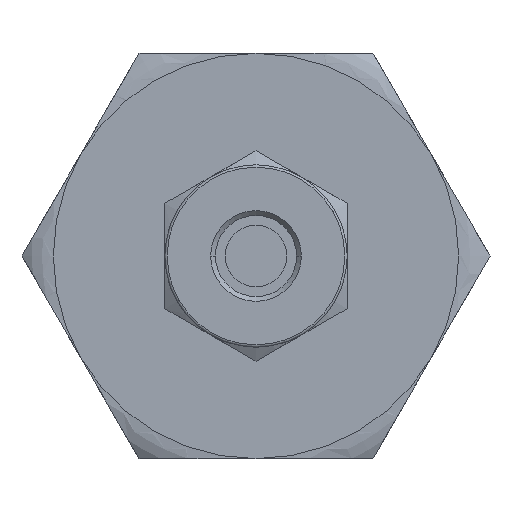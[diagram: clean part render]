
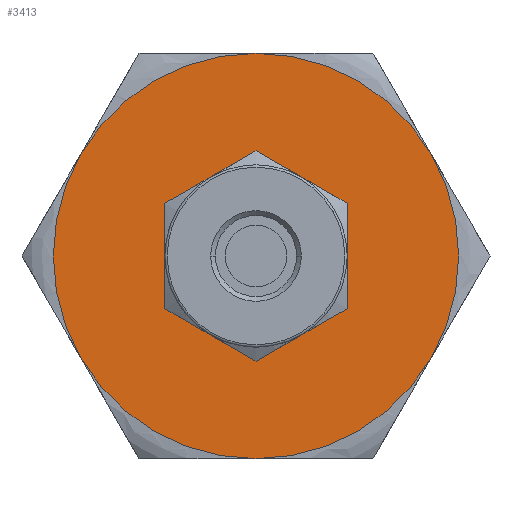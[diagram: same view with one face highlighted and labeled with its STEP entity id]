
A CAD part, front view. The second image highlights one B-rep face of the part: STEP entity #3413.
In plain terms, the highlighted planar face has unit normal (0, -1, 0).
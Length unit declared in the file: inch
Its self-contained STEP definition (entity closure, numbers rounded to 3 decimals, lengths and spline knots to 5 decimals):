
#593=CARTESIAN_POINT('',(0.,-1.12,0.));
#594=DIRECTION('',(0.,-1.,0.));
#595=DIRECTION('',(0.,0.,1.));
#596=AXIS2_PLACEMENT_3D('',#593,#594,#595);
#598=CARTESIAN_POINT('',(0.,-1.12,0.));
#599=DIRECTION('',(0.,-1.,0.));
#600=DIRECTION('',(0.866,0.,0.5));
#601=AXIS2_PLACEMENT_3D('',#598,#599,#600);
#603=CARTESIAN_POINT('',(0.,-1.12,0.));
#604=DIRECTION('',(0.,-1.,0.));
#605=DIRECTION('',(0.,0.,-1.));
#606=AXIS2_PLACEMENT_3D('',#603,#604,#605);
#608=CARTESIAN_POINT('',(0.,-1.12,0.));
#609=DIRECTION('',(0.,-1.,0.));
#610=DIRECTION('',(-0.866,0.,-0.5));
#611=AXIS2_PLACEMENT_3D('',#608,#609,#610);
#613=CARTESIAN_POINT('',(0.,-1.12,0.));
#614=DIRECTION('',(0.,-1.,0.));
#615=DIRECTION('',(0.,0.,-1.));
#616=AXIS2_PLACEMENT_3D('',#613,#614,#615);
#618=CARTESIAN_POINT('',(0.,-1.12,0.));
#619=DIRECTION('',(0.,-1.,0.));
#620=DIRECTION('',(0.,0.,1.));
#621=AXIS2_PLACEMENT_3D('',#618,#619,#620);
#623=CARTESIAN_POINT('',(0.,-1.12,0.));
#624=DIRECTION('',(0.,-1.,0.));
#625=DIRECTION('',(-0.866,0.,0.5));
#626=AXIS2_PLACEMENT_3D('',#623,#624,#625);
#628=CARTESIAN_POINT('',(0.,-1.12,0.));
#629=DIRECTION('',(0.,-1.,0.));
#630=DIRECTION('',(0.866,0.,-0.5));
#631=AXIS2_PLACEMENT_3D('',#628,#629,#630);
#2571=CARTESIAN_POINT('',(-0.54127,-1.12,-0.3125));
#2572=CARTESIAN_POINT('',(0.,-1.12,-0.625));
#2573=VERTEX_POINT('',#2571);
#2574=VERTEX_POINT('',#2572);
#2575=CARTESIAN_POINT('',(0.54127,-1.12,-0.3125));
#2576=VERTEX_POINT('',#2575);
#2577=CARTESIAN_POINT('',(0.54127,-1.12,0.3125));
#2578=CARTESIAN_POINT('',(0.,-1.12,0.625));
#2579=VERTEX_POINT('',#2577);
#2580=VERTEX_POINT('',#2578);
#2581=CARTESIAN_POINT('',(-0.54127,-1.12,0.3125));
#2582=VERTEX_POINT('',#2581);
#2917=CARTESIAN_POINT('',(0.,-1.12,-0.27214));
#2918=CARTESIAN_POINT('',(0.,-1.12,0.27214));
#2919=VERTEX_POINT('',#2917);
#2920=VERTEX_POINT('',#2918);
#3389=CARTESIAN_POINT('',(0.,-1.12,0.));
#3390=DIRECTION('',(0.,1.,0.));
#3391=DIRECTION('',(1.,0.,0.));
#3392=AXIS2_PLACEMENT_3D('',#3389,#3390,#3391);
#3393=PLANE('',#3392);
#3395=ORIENTED_EDGE('',*,*,#3394,.F.);
#3397=ORIENTED_EDGE('',*,*,#3396,.F.);
#3399=ORIENTED_EDGE('',*,*,#3398,.F.);
#3401=ORIENTED_EDGE('',*,*,#3400,.F.);
#3402=ORIENTED_EDGE('',*,*,#3382,.F.);
#3404=ORIENTED_EDGE('',*,*,#3403,.F.);
#3405=EDGE_LOOP('',(#3395,#3397,#3399,#3401,#3402,#3404));
#3406=FACE_OUTER_BOUND('',#3405,.F.);
#3408=ORIENTED_EDGE('',*,*,#3407,.T.);
#3410=ORIENTED_EDGE('',*,*,#3409,.T.);
#3411=EDGE_LOOP('',(#3408,#3410));
#3412=FACE_BOUND('',#3411,.F.);
#3413=ADVANCED_FACE('',(#3406,#3412),#3393,.F.);
#597=CIRCLE('',#596,0.625);
#602=CIRCLE('',#601,0.625);
#607=CIRCLE('',#606,0.625);
#612=CIRCLE('',#611,0.625);
#617=CIRCLE('',#616,0.27214);
#622=CIRCLE('',#621,0.27214);
#627=CIRCLE('',#626,0.625);
#632=CIRCLE('',#631,0.625);
#3382=EDGE_CURVE('',#2574,#2576,#607,.T.);
#3394=EDGE_CURVE('',#2582,#2573,#627,.T.);
#3396=EDGE_CURVE('',#2580,#2582,#597,.T.);
#3398=EDGE_CURVE('',#2579,#2580,#602,.T.);
#3400=EDGE_CURVE('',#2576,#2579,#632,.T.);
#3403=EDGE_CURVE('',#2573,#2574,#612,.T.);
#3407=EDGE_CURVE('',#2919,#2920,#617,.T.);
#3409=EDGE_CURVE('',#2920,#2919,#622,.T.);
